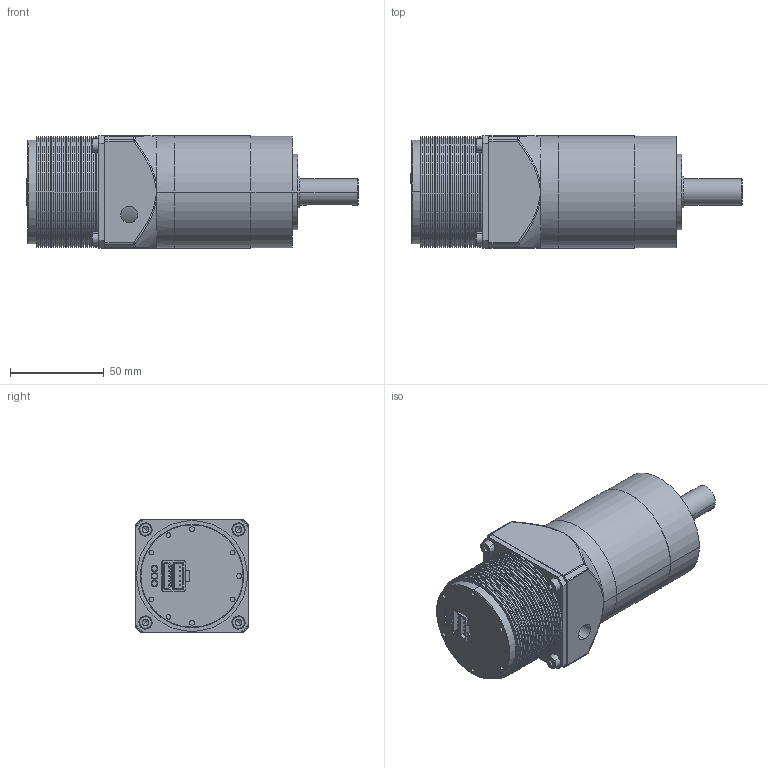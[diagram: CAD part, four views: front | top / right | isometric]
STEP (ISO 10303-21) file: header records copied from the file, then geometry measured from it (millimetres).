
FILE_DESCRIPTION (( 'STEP AP214' ), '1' );
FILE_NAME ('BB59PE60E(2ST).STEP', '2023-08-03T08:52:01', ( '821079794744' ), ( '' ), 'SwSTEP 2.0', 'SolidWorks 2018', '' );
FILE_SCHEMA (( 'AUTOMOTIVE_DESIGN' ));
Length unit declared in the file: millimetre
Products named in the file (1): BB59PE60E(2ST)
Bounding box: 176.8 x 60 x 60 mm (x, y, z)
Volume: 410879.9 mm3; surface area: 48882.3 mm2
Topology: 1 solids, 18 shells, 634 faces, 1430 edges, 883 vertices
Faces by surface type: plane 292, cylinder 212, cone 84, bspline 34, sphere 8, torus 4
Entity records: 25009 total; most frequent: CARTESIAN_POINT 4336, DIRECTION 3039, ORIENTED_EDGE 2800, EDGE_CURVE 1400, AXIS2_PLACEMENT_3D 1166, VERTEX_POINT 883, EDGE_LOOP 723, VECTOR 707
